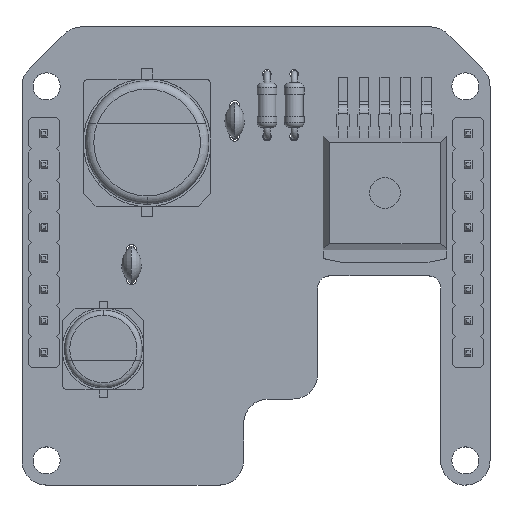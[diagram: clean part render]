
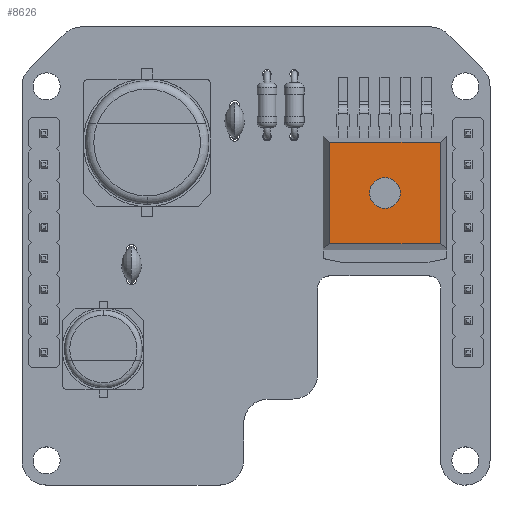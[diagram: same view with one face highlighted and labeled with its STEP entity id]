
A CAD part, top view. The second image highlights one B-rep face of the part: STEP entity #8626.
In plain terms, the highlighted planar face has unit normal (0, 0, 1).
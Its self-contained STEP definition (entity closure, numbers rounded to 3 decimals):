
#8045 = PLANE('',#8046);
#8046 = AXIS2_PLACEMENT_3D('',#8047,#8048,#8049);
#8047 = CARTESIAN_POINT('',(-4.375,5.,3.42));
#8048 = DIRECTION('',(0.97,0.,-0.243)
  );
#8049 = DIRECTION('',(0.,-1.,0.));
#8210 = PLANE('',#8211);
#8211 = AXIS2_PLACEMENT_3D('',#8212,#8213,#8214);
#8212 = CARTESIAN_POINT('',(4.375,-5.,2.855));
#8213 = DIRECTION('',(-0.987,0.,-0.158)
  );
#8214 = DIRECTION('',(0.,-1.,0.));
#8236 = PLANE('',#8237);
#8237 = AXIS2_PLACEMENT_3D('',#8238,#8239,#8240);
#8238 = CARTESIAN_POINT('',(4.125,4.75,3.42));
#8239 = DIRECTION('',(0.,-0.97,-0.243
    ));
#8240 = DIRECTION('',(-1.,0.,0.));
#8300 = EDGE_CURVE('',#8301,#8303,#8305,.T.);
#8301 = VERTEX_POINT('',#8302);
#8302 = CARTESIAN_POINT('',(-4.125,4.5,4.42));
#8303 = VERTEX_POINT('',#8304);
#8304 = CARTESIAN_POINT('',(-4.125,-4.5,4.42));
#8305 = SURFACE_CURVE('',#8306,(#8310,#8317),.PCURVE_S1.);
#8306 = LINE('',#8307,#8308);
#8307 = CARTESIAN_POINT('',(-4.125,5.,4.42));
#8308 = VECTOR('',#8309,1.);
#8309 = DIRECTION('',(0.,-1.,0.));
#8310 = PCURVE('',#8045,#8311);
#8311 = DEFINITIONAL_REPRESENTATION('',(#8312),#8316);
#8312 = LINE('',#8313,#8314);
#8313 = CARTESIAN_POINT('',(0.,-1.031));
#8314 = VECTOR('',#8315,1.);
#8315 = DIRECTION('',(1.,0.));
#8316 = ( GEOMETRIC_REPRESENTATION_CONTEXT(2) 
PARAMETRIC_REPRESENTATION_CONTEXT() REPRESENTATION_CONTEXT('2D SPACE',''
  ) );
#8317 = PCURVE('',#8318,#8323);
#8318 = PLANE('',#8319);
#8319 = AXIS2_PLACEMENT_3D('',#8320,#8321,#8322);
#8320 = CARTESIAN_POINT('',(0.,0.,4.42));
#8321 = DIRECTION('',(0.,0.,1.));
#8322 = DIRECTION('',(1.,0.,0.));
#8323 = DEFINITIONAL_REPRESENTATION('',(#8324),#8328);
#8324 = LINE('',#8325,#8326);
#8325 = CARTESIAN_POINT('',(-4.125,5.));
#8326 = VECTOR('',#8327,1.);
#8327 = DIRECTION('',(0.,-1.));
#8328 = ( GEOMETRIC_REPRESENTATION_CONTEXT(2) 
PARAMETRIC_REPRESENTATION_CONTEXT() REPRESENTATION_CONTEXT('2D SPACE',''
  ) );
#8344 = PLANE('',#8345);
#8345 = AXIS2_PLACEMENT_3D('',#8346,#8347,#8348);
#8346 = CARTESIAN_POINT('',(-4.125,-4.75,3.42));
#8347 = DIRECTION('',(0.,0.97,-0.243
    ));
#8348 = DIRECTION('',(1.,0.,0.));
#8477 = VERTEX_POINT('',#8478);
#8478 = CARTESIAN_POINT('',(4.125,4.5,4.42));
#8499 = EDGE_CURVE('',#8477,#8301,#8500,.T.);
#8500 = SURFACE_CURVE('',#8501,(#8505,#8512),.PCURVE_S1.);
#8501 = LINE('',#8502,#8503);
#8502 = CARTESIAN_POINT('',(4.125,4.5,4.42));
#8503 = VECTOR('',#8504,1.);
#8504 = DIRECTION('',(-1.,0.,0.));
#8505 = PCURVE('',#8236,#8506);
#8506 = DEFINITIONAL_REPRESENTATION('',(#8507),#8511);
#8507 = LINE('',#8508,#8509);
#8508 = CARTESIAN_POINT('',(0.,-1.031));
#8509 = VECTOR('',#8510,1.);
#8510 = DIRECTION('',(1.,0.));
#8511 = ( GEOMETRIC_REPRESENTATION_CONTEXT(2) 
PARAMETRIC_REPRESENTATION_CONTEXT() REPRESENTATION_CONTEXT('2D SPACE',''
  ) );
#8512 = PCURVE('',#8318,#8513);
#8513 = DEFINITIONAL_REPRESENTATION('',(#8514),#8518);
#8514 = LINE('',#8515,#8516);
#8515 = CARTESIAN_POINT('',(4.125,4.5));
#8516 = VECTOR('',#8517,1.);
#8517 = DIRECTION('',(-1.,0.));
#8518 = ( GEOMETRIC_REPRESENTATION_CONTEXT(2) 
PARAMETRIC_REPRESENTATION_CONTEXT() REPRESENTATION_CONTEXT('2D SPACE',''
  ) );
#8552 = EDGE_CURVE('',#8553,#8477,#8555,.T.);
#8553 = VERTEX_POINT('',#8554);
#8554 = CARTESIAN_POINT('',(4.125,-4.5,4.42));
#8555 = SURFACE_CURVE('',#8556,(#8560,#8567),.PCURVE_S1.);
#8556 = LINE('',#8557,#8558);
#8557 = CARTESIAN_POINT('',(4.125,-5.,4.42));
#8558 = VECTOR('',#8559,1.);
#8559 = DIRECTION('',(0.,1.,0.));
#8560 = PCURVE('',#8210,#8561);
#8561 = DEFINITIONAL_REPRESENTATION('',(#8562),#8566);
#8562 = LINE('',#8563,#8564);
#8563 = CARTESIAN_POINT('',(0.,1.585));
#8564 = VECTOR('',#8565,1.);
#8565 = DIRECTION('',(-1.,0.));
#8566 = ( GEOMETRIC_REPRESENTATION_CONTEXT(2) 
PARAMETRIC_REPRESENTATION_CONTEXT() REPRESENTATION_CONTEXT('2D SPACE',''
  ) );
#8567 = PCURVE('',#8318,#8568);
#8568 = DEFINITIONAL_REPRESENTATION('',(#8569),#8573);
#8569 = LINE('',#8570,#8571);
#8570 = CARTESIAN_POINT('',(4.125,-5.));
#8571 = VECTOR('',#8572,1.);
#8572 = DIRECTION('',(0.,1.));
#8573 = ( GEOMETRIC_REPRESENTATION_CONTEXT(2) 
PARAMETRIC_REPRESENTATION_CONTEXT() REPRESENTATION_CONTEXT('2D SPACE',''
  ) );
#8626 = ADVANCED_FACE('',(#8627,#8653),#8318,.T.);
#8627 = FACE_BOUND('',#8628,.T.);
#8628 = EDGE_LOOP('',(#8629,#8630,#8651,#8652));
#8629 = ORIENTED_EDGE('',*,*,#8300,.T.);
#8630 = ORIENTED_EDGE('',*,*,#8631,.T.);
#8631 = EDGE_CURVE('',#8303,#8553,#8632,.T.);
#8632 = SURFACE_CURVE('',#8633,(#8637,#8644),.PCURVE_S1.);
#8633 = LINE('',#8634,#8635);
#8634 = CARTESIAN_POINT('',(-4.125,-4.5,4.42));
#8635 = VECTOR('',#8636,1.);
#8636 = DIRECTION('',(1.,0.,0.));
#8637 = PCURVE('',#8318,#8638);
#8638 = DEFINITIONAL_REPRESENTATION('',(#8639),#8643);
#8639 = LINE('',#8640,#8641);
#8640 = CARTESIAN_POINT('',(-4.125,-4.5));
#8641 = VECTOR('',#8642,1.);
#8642 = DIRECTION('',(1.,0.));
#8643 = ( GEOMETRIC_REPRESENTATION_CONTEXT(2) 
PARAMETRIC_REPRESENTATION_CONTEXT() REPRESENTATION_CONTEXT('2D SPACE',''
  ) );
#8644 = PCURVE('',#8344,#8645);
#8645 = DEFINITIONAL_REPRESENTATION('',(#8646),#8650);
#8646 = LINE('',#8647,#8648);
#8647 = CARTESIAN_POINT('',(0.,-1.031));
#8648 = VECTOR('',#8649,1.);
#8649 = DIRECTION('',(1.,0.));
#8650 = ( GEOMETRIC_REPRESENTATION_CONTEXT(2) 
PARAMETRIC_REPRESENTATION_CONTEXT() REPRESENTATION_CONTEXT('2D SPACE',''
  ) );
#8651 = ORIENTED_EDGE('',*,*,#8552,.T.);
#8652 = ORIENTED_EDGE('',*,*,#8499,.T.);
#8653 = FACE_BOUND('',#8654,.T.);
#8654 = EDGE_LOOP('',(#8655));
#8655 = ORIENTED_EDGE('',*,*,#8656,.T.);
#8656 = EDGE_CURVE('',#8657,#8657,#8659,.T.);
#8657 = VERTEX_POINT('',#8658);
#8658 = CARTESIAN_POINT('',(-1.25,0.,4.42));
#8659 = SURFACE_CURVE('',#8660,(#8665,#8676),.PCURVE_S1.);
#8660 = CIRCLE('',#8661,1.25);
#8661 = AXIS2_PLACEMENT_3D('',#8662,#8663,#8664);
#8662 = CARTESIAN_POINT('',(0.,0.,4.42
    ));
#8663 = DIRECTION('',(0.,0.,-1.));
#8664 = DIRECTION('',(-1.,0.,0.));
#8665 = PCURVE('',#8318,#8666);
#8666 = DEFINITIONAL_REPRESENTATION('',(#8667),#8675);
#8667 = ( BOUNDED_CURVE() B_SPLINE_CURVE(2,(#8668,#8669,#8670,#8671,
#8672,#8673,#8674),.UNSPECIFIED.,.T.,.F.) B_SPLINE_CURVE_WITH_KNOTS((1,2
    ,2,2,2,1),(-2.094,0.,2.094,4.189,
6.283,8.378),.UNSPECIFIED.) CURVE() 
GEOMETRIC_REPRESENTATION_ITEM() RATIONAL_B_SPLINE_CURVE((1.,0.5,1.,0.5,
1.,0.5,1.)) REPRESENTATION_ITEM('') );
#8668 = CARTESIAN_POINT('',(-1.25,0.));
#8669 = CARTESIAN_POINT('',(-1.25,2.165));
#8670 = CARTESIAN_POINT('',(0.625,1.083));
#8671 = CARTESIAN_POINT('',(2.5,0.));
#8672 = CARTESIAN_POINT('',(0.625,-1.083));
#8673 = CARTESIAN_POINT('',(-1.25,-2.165));
#8674 = CARTESIAN_POINT('',(-1.25,0.));
#8675 = ( GEOMETRIC_REPRESENTATION_CONTEXT(2) 
PARAMETRIC_REPRESENTATION_CONTEXT() REPRESENTATION_CONTEXT('2D SPACE',''
  ) );
#8676 = PCURVE('',#8677,#8682);
#8677 = CYLINDRICAL_SURFACE('',#8678,1.25);
#8678 = AXIS2_PLACEMENT_3D('',#8679,#8680,#8681);
#8679 = CARTESIAN_POINT('',(0.,0.,4.42
    ));
#8680 = DIRECTION('',(0.,0.,-1.));
#8681 = DIRECTION('',(-1.,0.,0.));
#8682 = DEFINITIONAL_REPRESENTATION('',(#8683),#8687);
#8683 = LINE('',#8684,#8685);
#8684 = CARTESIAN_POINT('',(0.,0.));
#8685 = VECTOR('',#8686,1.);
#8686 = DIRECTION('',(1.,0.));
#8687 = ( GEOMETRIC_REPRESENTATION_CONTEXT(2) 
PARAMETRIC_REPRESENTATION_CONTEXT() REPRESENTATION_CONTEXT('2D SPACE',''
  ) );
